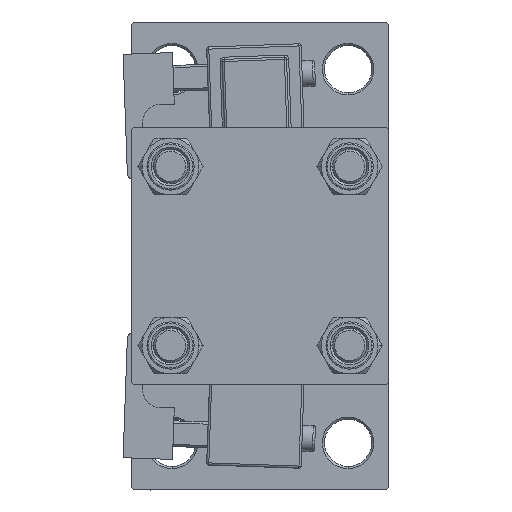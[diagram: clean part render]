
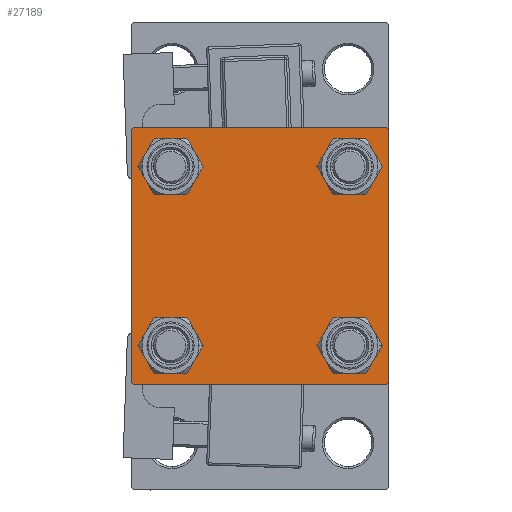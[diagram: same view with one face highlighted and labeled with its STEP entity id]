
A CAD part, left-side view. The second image highlights one B-rep face of the part: STEP entity #27189.
In plain terms, the highlighted planar face has unit normal (-1, 0, 0).
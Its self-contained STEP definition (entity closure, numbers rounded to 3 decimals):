
#206 = VERTEX_POINT ( 'NONE', #18812 ) ;
#448 = DIRECTION ( 'NONE',  ( 1., 0., 0. ) ) ;
#637 = DIRECTION ( 'NONE',  ( 0., 0., 1. ) ) ;
#661 = EDGE_CURVE ( 'NONE', #44142, #16740, #28389, .T. ) ;
#697 = CARTESIAN_POINT ( 'NONE',  ( 0., 20.85, -16.35 ) ) ;
#2043 = EDGE_CURVE ( 'NONE', #12295, #30653, #15181, .T. ) ;
#3199 = CARTESIAN_POINT ( 'NONE',  ( 0., -20.85, 20.85 ) ) ;
#3884 = CARTESIAN_POINT ( 'NONE',  ( 0., -20.85, 16.35 ) ) ;
#3955 = DIRECTION ( 'NONE',  ( 0., 0., -1. ) ) ;
#4541 = AXIS2_PLACEMENT_3D ( 'NONE', #22105, #37428, #9953 ) ;
#4855 = VERTEX_POINT ( 'NONE', #41926 ) ;
#4895 = ORIENTED_EDGE ( 'NONE', *, *, #36828, .T. ) ;
#4947 = VERTEX_POINT ( 'NONE', #32085 ) ;
#5427 = VERTEX_POINT ( 'NONE', #17825 ) ;
#5690 = VERTEX_POINT ( 'NONE', #9463 ) ;
#6079 = VECTOR ( 'NONE', #46452, 1000. ) ;
#6154 = CARTESIAN_POINT ( 'NONE',  ( 0., 20.85, 16.35 ) ) ;
#7138 = DIRECTION ( 'NONE',  ( 0., 0., -1. ) ) ;
#7223 = CARTESIAN_POINT ( 'NONE',  ( 0., 20.85, -25.35 ) ) ;
#7500 = DIRECTION ( 'NONE',  ( -1., 0., 0. ) ) ;
#7698 = VECTOR ( 'NONE', #27530, 1000. ) ;
#7748 = CARTESIAN_POINT ( 'NONE',  ( 0., 0., 0. ) ) ;
#7978 = EDGE_CURVE ( 'NONE', #14724, #29151, #27610, .T. ) ;
#8424 = CARTESIAN_POINT ( 'NONE',  ( 0., -29.5, -30. ) ) ;
#9127 = AXIS2_PLACEMENT_3D ( 'NONE', #49738, #448, #23079 ) ;
#9463 = CARTESIAN_POINT ( 'NONE',  ( 0., -30., -29.5 ) ) ;
#9687 = DIRECTION ( 'NONE',  ( 0., 0., 1. ) ) ;
#9953 = DIRECTION ( 'NONE',  ( 0., 0., 1. ) ) ;
#10070 = CARTESIAN_POINT ( 'NONE',  ( 0., 30., -29.5 ) ) ;
#10481 = CIRCLE ( 'NONE', #12883, 4.5 ) ;
#10523 = FACE_BOUND ( 'NONE', #30205, .T. ) ;
#10992 = DIRECTION ( 'NONE',  ( 0., 0., 1. ) ) ;
#11019 = CARTESIAN_POINT ( 'NONE',  ( 0., -29.75, 29.75 ) ) ;
#11342 = VECTOR ( 'NONE', #30370, 1000. ) ;
#12295 = VERTEX_POINT ( 'NONE', #24321 ) ;
#12591 = ORIENTED_EDGE ( 'NONE', *, *, #661, .T. ) ;
#12883 = AXIS2_PLACEMENT_3D ( 'NONE', #32568, #21253, #9687 ) ;
#12902 = EDGE_LOOP ( 'NONE', ( #37441, #4895, #26954, #25323, #33231, #12591, #43045, #38837 ) ) ;
#12976 = EDGE_LOOP ( 'NONE', ( #42156, #22030 ) ) ;
#13016 = VECTOR ( 'NONE', #7138, 1000. ) ;
#14001 = CARTESIAN_POINT ( 'NONE',  ( 0., -20.85, -20.85 ) ) ;
#14724 = VERTEX_POINT ( 'NONE', #697 ) ;
#14947 = CIRCLE ( 'NONE', #4541, 4.5 ) ;
#15181 = LINE ( 'NONE', #30513, #13016 ) ;
#15295 = VECTOR ( 'NONE', #3955, 1000. ) ;
#15729 = LINE ( 'NONE', #34342, #33631 ) ;
#15769 = EDGE_CURVE ( 'NONE', #4855, #33428, #17317, .T. ) ;
#15788 = LINE ( 'NONE', #23576, #6079 ) ;
#16031 = PLANE ( 'NONE',  #32042 ) ;
#16079 = CARTESIAN_POINT ( 'NONE',  ( 0., -29.75, -29.75 ) ) ;
#16740 = VERTEX_POINT ( 'NONE', #41157 ) ;
#16939 = CARTESIAN_POINT ( 'NONE',  ( 0., -20.85, 25.35 ) ) ;
#17317 = CIRCLE ( 'NONE', #38193, 4.5 ) ;
#17825 = CARTESIAN_POINT ( 'NONE',  ( 0., 29.5, 30. ) ) ;
#18812 = CARTESIAN_POINT ( 'NONE',  ( 0., 20.85, 25.35 ) ) ;
#19182 = EDGE_CURVE ( 'NONE', #28895, #206, #29472, .T. ) ;
#19597 = VERTEX_POINT ( 'NONE', #3884 ) ;
#20214 = EDGE_LOOP ( 'NONE', ( #41745, #21363 ) ) ;
#20487 = LINE ( 'NONE', #23762, #7698 ) ;
#20843 = LINE ( 'NONE', #16079, #40566 ) ;
#21253 = DIRECTION ( 'NONE',  ( 1., 0., 0. ) ) ;
#21363 = ORIENTED_EDGE ( 'NONE', *, *, #19182, .T. ) ;
#22030 = ORIENTED_EDGE ( 'NONE', *, *, #29222, .T. ) ;
#22105 = CARTESIAN_POINT ( 'NONE',  ( 0., -20.85, 20.85 ) ) ;
#22544 = VERTEX_POINT ( 'NONE', #8424 ) ;
#22593 = CARTESIAN_POINT ( 'NONE',  ( 0., -20.85, -25.35 ) ) ;
#22595 = EDGE_CURVE ( 'NONE', #33428, #4855, #23191, .T. ) ;
#23079 = DIRECTION ( 'NONE',  ( 0., 0., 1. ) ) ;
#23179 = EDGE_CURVE ( 'NONE', #5427, #16740, #15729, .T. ) ;
#23191 = CIRCLE ( 'NONE', #41650, 4.5 ) ;
#23247 = CARTESIAN_POINT ( 'NONE',  ( 0., 29.75, -29.75 ) ) ;
#23576 = CARTESIAN_POINT ( 'NONE',  ( 0., 30., -30. ) ) ;
#23762 = CARTESIAN_POINT ( 'NONE',  ( 0., 29.75, 29.75 ) ) ;
#24321 = CARTESIAN_POINT ( 'NONE',  ( 0., 30., 29.5 ) ) ;
#24753 = DIRECTION ( 'NONE',  ( 1., 0., 0. ) ) ;
#25323 = ORIENTED_EDGE ( 'NONE', *, *, #40348, .T. ) ;
#25818 = CARTESIAN_POINT ( 'NONE',  ( 0., 20.85, 20.85 ) ) ;
#25855 = FACE_BOUND ( 'NONE', #48975, .T. ) ;
#26065 = CIRCLE ( 'NONE', #32498, 4.5 ) ;
#26567 = DIRECTION ( 'NONE',  ( 0., 0., 1. ) ) ;
#26604 = FACE_OUTER_BOUND ( 'NONE', #12902, .T. ) ;
#26954 = ORIENTED_EDGE ( 'NONE', *, *, #44483, .T. ) ;
#27189 = ADVANCED_FACE ( 'NONE', ( #10523, #25855, #41200, #41453, #26604 ), #16031, .T. ) ;
#27316 = CARTESIAN_POINT ( 'NONE',  ( 0., -30., 30. ) ) ;
#27530 = DIRECTION ( 'NONE',  ( 0., 0.707, -0.707 ) ) ;
#27610 = CIRCLE ( 'NONE', #9127, 4.5 ) ;
#28389 = LINE ( 'NONE', #11019, #11342 ) ;
#28524 = CARTESIAN_POINT ( 'NONE',  ( 0., -20.85, -20.85 ) ) ;
#28895 = VERTEX_POINT ( 'NONE', #6154 ) ;
#29151 = VERTEX_POINT ( 'NONE', #7223 ) ;
#29222 = EDGE_CURVE ( 'NONE', #29151, #14724, #10481, .T. ) ;
#29472 = CIRCLE ( 'NONE', #38300, 4.5 ) ;
#29799 = EDGE_CURVE ( 'NONE', #44142, #5690, #45682, .T. ) ;
#30205 = EDGE_LOOP ( 'NONE', ( #38514, #35308 ) ) ;
#30370 = DIRECTION ( 'NONE',  ( 0., 0.707, 0.707 ) ) ;
#30513 = CARTESIAN_POINT ( 'NONE',  ( 0., 30., 30. ) ) ;
#30653 = VERTEX_POINT ( 'NONE', #10070 ) ;
#31688 = ORIENTED_EDGE ( 'NONE', *, *, #22595, .T. ) ;
#32042 = AXIS2_PLACEMENT_3D ( 'NONE', #7748, #7500, #39157 ) ;
#32085 = CARTESIAN_POINT ( 'NONE',  ( 0., 29.5, -30. ) ) ;
#32498 = AXIS2_PLACEMENT_3D ( 'NONE', #3199, #49209, #10992 ) ;
#32568 = CARTESIAN_POINT ( 'NONE',  ( 0., 20.85, -20.85 ) ) ;
#32613 = DIRECTION ( 'NONE',  ( 0., 0., 1. ) ) ;
#33231 = ORIENTED_EDGE ( 'NONE', *, *, #29799, .F. ) ;
#33428 = VERTEX_POINT ( 'NONE', #22593 ) ;
#33631 = VECTOR ( 'NONE', #46892, 1000. ) ;
#34064 = EDGE_CURVE ( 'NONE', #206, #28895, #39603, .T. ) ;
#34342 = CARTESIAN_POINT ( 'NONE',  ( 0., 30., 30. ) ) ;
#35308 = ORIENTED_EDGE ( 'NONE', *, *, #38841, .T. ) ;
#35978 = VERTEX_POINT ( 'NONE', #16939 ) ;
#36828 = EDGE_CURVE ( 'NONE', #30653, #4947, #47125, .T. ) ;
#37428 = DIRECTION ( 'NONE',  ( 1., 0., 0. ) ) ;
#37441 = ORIENTED_EDGE ( 'NONE', *, *, #2043, .T. ) ;
#38193 = AXIS2_PLACEMENT_3D ( 'NONE', #14001, #44167, #32613 ) ;
#38300 = AXIS2_PLACEMENT_3D ( 'NONE', #25818, #41416, #26567 ) ;
#38514 = ORIENTED_EDGE ( 'NONE', *, *, #45310, .T. ) ;
#38579 = DIRECTION ( 'NONE',  ( 0., -0.707, -0.707 ) ) ;
#38837 = ORIENTED_EDGE ( 'NONE', *, *, #41853, .T. ) ;
#38841 = EDGE_CURVE ( 'NONE', #19597, #35978, #26065, .T. ) ;
#39157 = DIRECTION ( 'NONE',  ( 0., 0., 1. ) ) ;
#39603 = CIRCLE ( 'NONE', #46027, 4.5 ) ;
#39696 = DIRECTION ( 'NONE',  ( 0., -0.707, 0.707 ) ) ;
#39883 = DIRECTION ( 'NONE',  ( 0., 0., 1. ) ) ;
#40348 = EDGE_CURVE ( 'NONE', #22544, #5690, #20843, .T. ) ;
#40566 = VECTOR ( 'NONE', #39696, 1000. ) ;
#41157 = CARTESIAN_POINT ( 'NONE',  ( 0., -29.5, 30. ) ) ;
#41200 = FACE_BOUND ( 'NONE', #12976, .T. ) ;
#41416 = DIRECTION ( 'NONE',  ( 1., 0., 0. ) ) ;
#41453 = FACE_BOUND ( 'NONE', #20214, .T. ) ;
#41650 = AXIS2_PLACEMENT_3D ( 'NONE', #28524, #24753, #637 ) ;
#41745 = ORIENTED_EDGE ( 'NONE', *, *, #34064, .T. ) ;
#41853 = EDGE_CURVE ( 'NONE', #5427, #12295, #20487, .T. ) ;
#41926 = CARTESIAN_POINT ( 'NONE',  ( 0., -20.85, -16.35 ) ) ;
#42156 = ORIENTED_EDGE ( 'NONE', *, *, #7978, .T. ) ;
#42829 = VECTOR ( 'NONE', #38579, 1000. ) ;
#43045 = ORIENTED_EDGE ( 'NONE', *, *, #23179, .F. ) ;
#43647 = CARTESIAN_POINT ( 'NONE',  ( 0., 20.85, 20.85 ) ) ;
#44142 = VERTEX_POINT ( 'NONE', #49564 ) ;
#44167 = DIRECTION ( 'NONE',  ( 1., 0., 0. ) ) ;
#44483 = EDGE_CURVE ( 'NONE', #4947, #22544, #15788, .T. ) ;
#45310 = EDGE_CURVE ( 'NONE', #35978, #19597, #14947, .T. ) ;
#45682 = LINE ( 'NONE', #27316, #15295 ) ;
#46027 = AXIS2_PLACEMENT_3D ( 'NONE', #43647, #46935, #39883 ) ;
#46452 = DIRECTION ( 'NONE',  ( 0., -1., 0. ) ) ;
#46623 = ORIENTED_EDGE ( 'NONE', *, *, #15769, .T. ) ;
#46892 = DIRECTION ( 'NONE',  ( 0., -1., 0. ) ) ;
#46935 = DIRECTION ( 'NONE',  ( 1., 0., 0. ) ) ;
#47125 = LINE ( 'NONE', #23247, #42829 ) ;
#48975 = EDGE_LOOP ( 'NONE', ( #46623, #31688 ) ) ;
#49209 = DIRECTION ( 'NONE',  ( 1., 0., 0. ) ) ;
#49564 = CARTESIAN_POINT ( 'NONE',  ( 0., -30., 29.5 ) ) ;
#49738 = CARTESIAN_POINT ( 'NONE',  ( 0., 20.85, -20.85 ) ) ;
